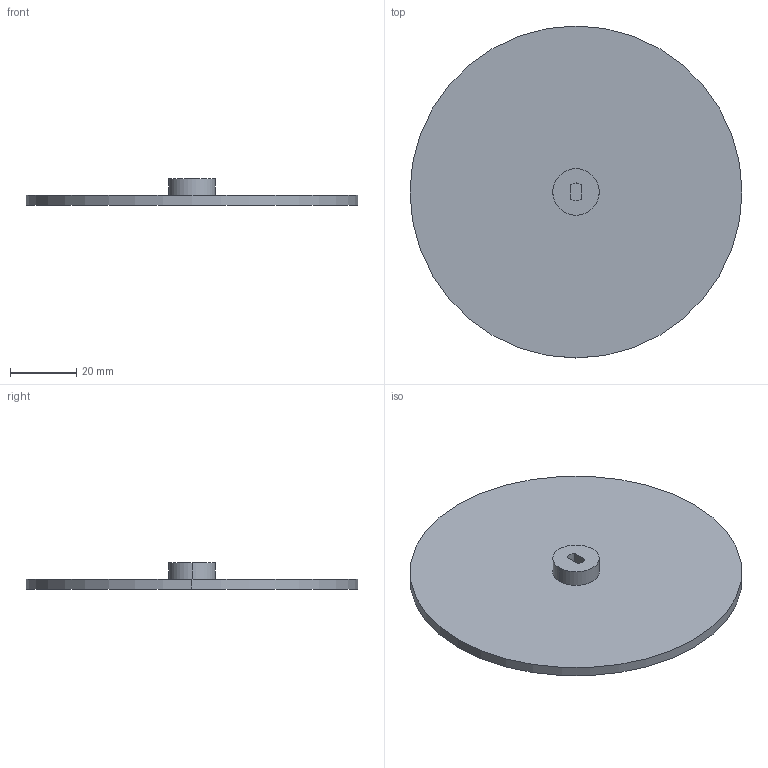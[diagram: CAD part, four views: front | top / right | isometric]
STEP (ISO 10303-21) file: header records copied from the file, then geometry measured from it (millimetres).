
FILE_DESCRIPTION (( 'STEP AP214' ), '1' );
FILE_NAME ('rotating_disc.STEP', '2025-06-06T14:13:48', ( '' ), ( '' ), 'SwSTEP 2.0', 'SolidWorks 2024', '' );
FILE_SCHEMA (( 'AUTOMOTIVE_DESIGN' ));
Length unit declared in the file: inch
Products named in the file (1): rotating_disc
Bounding box: 100 x 100 x 8 mm (x, y, z)
Volume: 24065.8 mm3; surface area: 17065.9 mm2
Topology: 1 solids, 1 shells, 60 faces, 120 edges, 80 vertices
Faces by surface type: torus 32, plane 22, cylinder 6
Entity records: 1659 total; most frequent: DIRECTION 350, CARTESIAN_POINT 261, ORIENTED_EDGE 240, AXIS2_PLACEMENT_3D 169, EDGE_CURVE 120, CIRCLE 108, VERTEX_POINT 80, EDGE_LOOP 78
